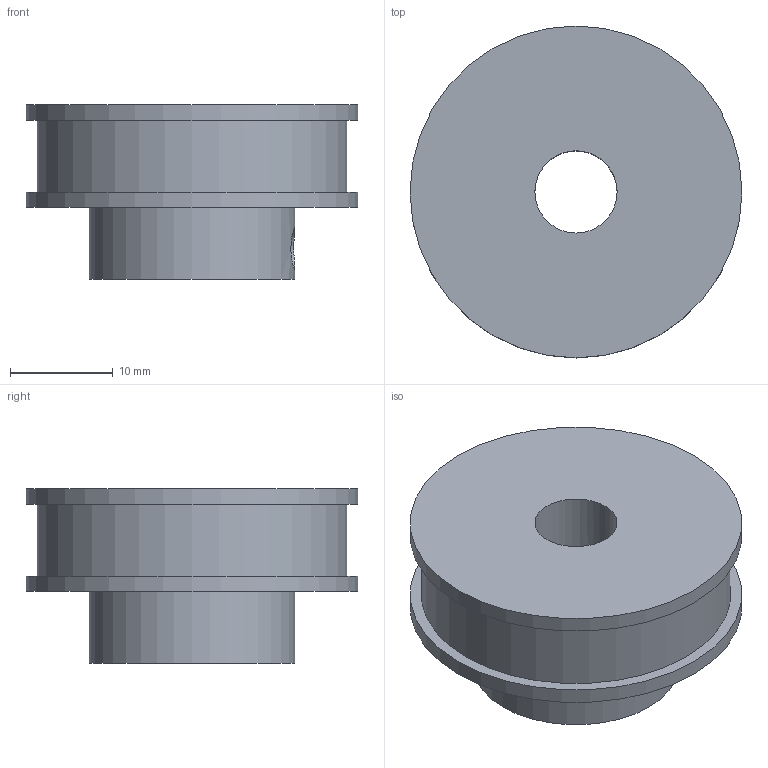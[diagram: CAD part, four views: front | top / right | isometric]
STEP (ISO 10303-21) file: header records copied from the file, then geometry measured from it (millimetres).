
FILE_DESCRIPTION(('STEP AP214'), '1');
FILE_NAME('Gear_GT2-48-6', '', ('UNSPECIFIED'), ('UNSPECIFIED'), 'ASCON STEP Converter 1.6', 'ASCON Math Kernel', '');
FILE_SCHEMA(('AUTOMOTIVE_DESIGN { 1 0 10303 214 3 1 1}'));
Length unit declared in the file: millimetre
Bounding box: 32.3 x 32.3 x 17 mm (x, y, z)
Volume: 8724 mm3; surface area: 3635.5 mm2
Topology: 1 solids, 1 shells, 11 faces, 18 edges, 12 vertices
Faces by surface type: cylinder 6, plane 5
Full cylindrical faces by diameter (mm): 4 x1, 8 x1, 20 x1, 30.15 x1, 32.3 x2
Entity records: 502 total; most frequent: CARTESIAN_POINT 170, DIRECTION 44, EDGE_LOOP 24, ORIENTED_EDGE 24, AXIS2_PLACEMENT_3D 22, COLOUR_RGB 12, FILL_AREA_STYLE_COLOUR 12, FILL_AREA_STYLE 12
